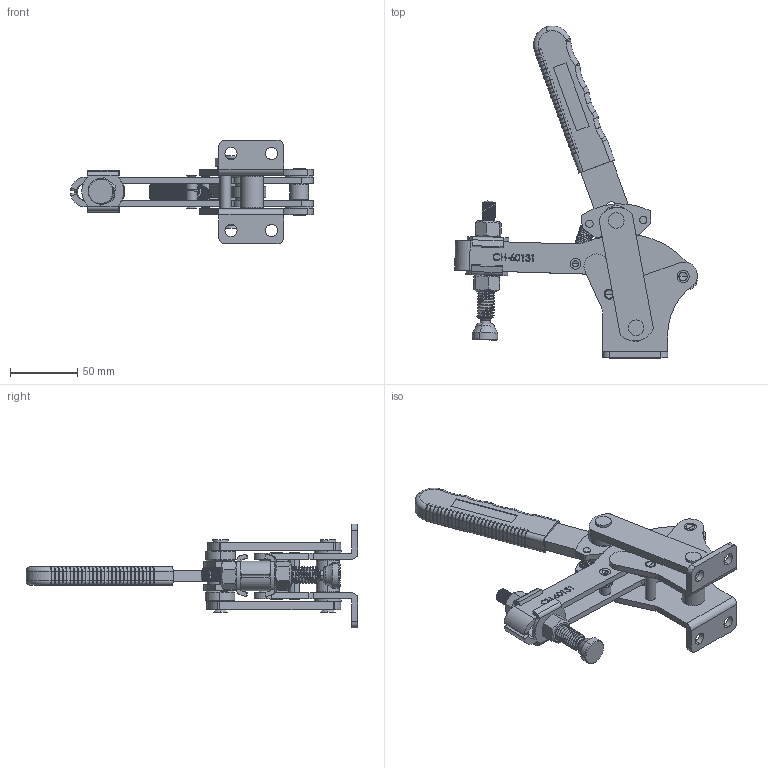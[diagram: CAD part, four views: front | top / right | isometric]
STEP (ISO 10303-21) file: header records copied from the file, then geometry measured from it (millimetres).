
FILE_DESCRIPTION (( 'STEP AP203' ), '1' );
FILE_NAME ('CH-60131.STEP', '2017-12-05T01:41:06', ( 'Windows' ), ( 'Microsoft' ), 'SwSTEP 2.0', 'SolidWorks 2015', '' );
FILE_SCHEMA (( 'CONFIG_CONTROL_DESIGN' ));
Length unit declared in the file: millimetre
Products named in the file (24): 60131-05; CH-60131; 60131-10; 60131-04 CONNECTING-PLATE; 60131-09; 60131-21; 60131-01FLANGED BASE; 60131-07; 60131-22; 60131-02 BAR; 60131-11; 60131-03 HANDLE; 60131-20; 60131-15; 60131-06; 60131-12; 60131-16; 60131-19; 60131-13; 1-2 NUT; 60131-18; 60131-08; 60131-14; 60131-17
Assembly tree (35 placements, depth 2):
  CH-60131
    60131-01FLANGED BASE
    60131-02 BAR
    60131-20  x2
    60131-12
    60131-13
    60131-08  x2
    60131-05  x2
    60131-04 CONNECTING-PLATE  x2
    60131-21  x2
    60131-22  x4
    60131-03 HANDLE
    60131-06
    60131-19  x2
    60131-18
    60131-17  x2
    60131-10
    60131-09  x2
    60131-07
    60131-11
    60131-15
    60131-16
    1-2 NUT  x2
    60131-14
Bounding box: 179.77 x 245.96 x 77 mm (x, y, z)
Volume: 220761.8 mm3; surface area: 124247.1 mm2
Topology: 37 solids, 37 shells, 1650 faces, 4046 edges, 2491 vertices
Faces by surface type: plane 600, cylinder 593, bspline 244, cone 109, torus 94, sphere 10
Entity records: 71407 total; most frequent: CARTESIAN_POINT 34436, ORIENTED_EDGE 7328, DIRECTION 6828, EDGE_CURVE 3664, AXIS2_PLACEMENT_3D 2497, VERTEX_POINT 2256, LINE 1834, VECTOR 1834
